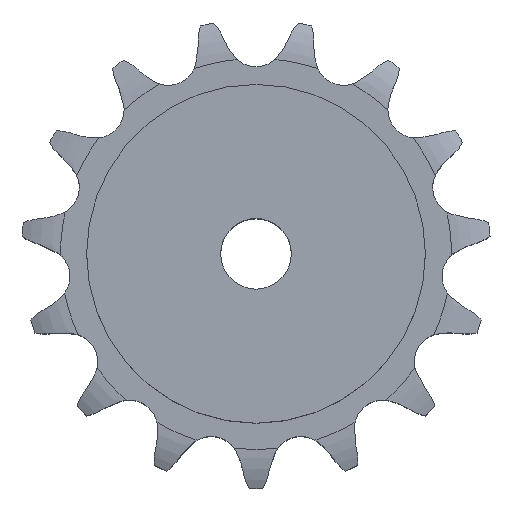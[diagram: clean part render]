
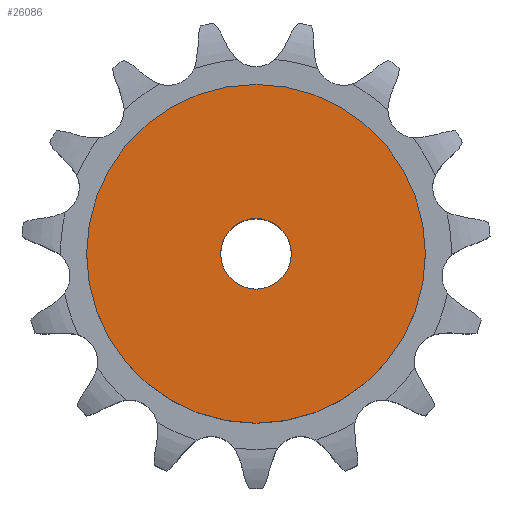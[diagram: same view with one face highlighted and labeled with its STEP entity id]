
A CAD part, top view. The second image highlights one B-rep face of the part: STEP entity #26086.
In plain terms, the highlighted planar face has unit normal (0, 0, 1).
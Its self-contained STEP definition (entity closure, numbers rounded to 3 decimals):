
#14016 = CYLINDRICAL_SURFACE('',#14017,10.);
#14017 = AXIS2_PLACEMENT_3D('',#14018,#14019,#14020);
#14018 = CARTESIAN_POINT('',(0.,0.,223.478));
#14019 = DIRECTION('',(0.,0.,1.));
#14020 = DIRECTION('',(1.,0.,0.));
#17857 = EDGE_CURVE('',#17858,#17858,#17860,.T.);
#17858 = VERTEX_POINT('',#17859);
#17859 = CARTESIAN_POINT('',(10.,0.,70.));
#17860 = SURFACE_CURVE('',#17861,(#17866,#17873),.PCURVE_S1.);
#17861 = CIRCLE('',#17862,10.);
#17862 = AXIS2_PLACEMENT_3D('',#17863,#17864,#17865);
#17863 = CARTESIAN_POINT('',(0.,0.,70.));
#17864 = DIRECTION('',(0.,0.,1.));
#17865 = DIRECTION('',(1.,0.,0.));
#17866 = PCURVE('',#14016,#17867);
#17867 = DEFINITIONAL_REPRESENTATION('',(#17868),#17872);
#17868 = LINE('',#17869,#17870);
#17869 = CARTESIAN_POINT('',(0.,-153.478));
#17870 = VECTOR('',#17871,1.);
#17871 = DIRECTION('',(1.,0.));
#17872 = ( GEOMETRIC_REPRESENTATION_CONTEXT(2) 
PARAMETRIC_REPRESENTATION_CONTEXT() REPRESENTATION_CONTEXT('2D SPACE',''
  ) );
#17873 = PCURVE('',#17874,#17879);
#17874 = PLANE('',#17875);
#17875 = AXIS2_PLACEMENT_3D('',#17876,#17877,#17878);
#17876 = CARTESIAN_POINT('',(0.,0.,70.
    ));
#17877 = DIRECTION('',(0.,0.,1.));
#17878 = DIRECTION('',(1.,0.,0.));
#17879 = DEFINITIONAL_REPRESENTATION('',(#17880),#17884);
#17880 = CIRCLE('',#17881,10.);
#17881 = AXIS2_PLACEMENT_2D('',#17882,#17883);
#17882 = CARTESIAN_POINT('',(0.,0.));
#17883 = DIRECTION('',(1.,0.));
#17884 = ( GEOMETRIC_REPRESENTATION_CONTEXT(2) 
PARAMETRIC_REPRESENTATION_CONTEXT() REPRESENTATION_CONTEXT('2D SPACE',''
  ) );
#26086 = ADVANCED_FACE('',(#26087,#26118),#17874,.T.);
#26087 = FACE_BOUND('',#26088,.T.);
#26088 = EDGE_LOOP('',(#26089));
#26089 = ORIENTED_EDGE('',*,*,#26090,.T.);
#26090 = EDGE_CURVE('',#26091,#26091,#26093,.T.);
#26091 = VERTEX_POINT('',#26092);
#26092 = CARTESIAN_POINT('',(48.,0.,70.));
#26093 = SURFACE_CURVE('',#26094,(#26099,#26106),.PCURVE_S1.);
#26094 = CIRCLE('',#26095,48.);
#26095 = AXIS2_PLACEMENT_3D('',#26096,#26097,#26098);
#26096 = CARTESIAN_POINT('',(0.,0.,70.));
#26097 = DIRECTION('',(0.,0.,1.));
#26098 = DIRECTION('',(1.,0.,0.));
#26099 = PCURVE('',#17874,#26100);
#26100 = DEFINITIONAL_REPRESENTATION('',(#26101),#26105);
#26101 = CIRCLE('',#26102,48.);
#26102 = AXIS2_PLACEMENT_2D('',#26103,#26104);
#26103 = CARTESIAN_POINT('',(0.,0.));
#26104 = DIRECTION('',(1.,0.));
#26105 = ( GEOMETRIC_REPRESENTATION_CONTEXT(2) 
PARAMETRIC_REPRESENTATION_CONTEXT() REPRESENTATION_CONTEXT('2D SPACE',''
  ) );
#26106 = PCURVE('',#26107,#26112);
#26107 = CYLINDRICAL_SURFACE('',#26108,48.);
#26108 = AXIS2_PLACEMENT_3D('',#26109,#26110,#26111);
#26109 = CARTESIAN_POINT('',(0.,0.,0.));
#26110 = DIRECTION('',(-0.,-0.,-1.));
#26111 = DIRECTION('',(1.,0.,0.));
#26112 = DEFINITIONAL_REPRESENTATION('',(#26113),#26117);
#26113 = LINE('',#26114,#26115);
#26114 = CARTESIAN_POINT('',(-0.,-70.));
#26115 = VECTOR('',#26116,1.);
#26116 = DIRECTION('',(-1.,0.));
#26117 = ( GEOMETRIC_REPRESENTATION_CONTEXT(2) 
PARAMETRIC_REPRESENTATION_CONTEXT() REPRESENTATION_CONTEXT('2D SPACE',''
  ) );
#26118 = FACE_BOUND('',#26119,.T.);
#26119 = EDGE_LOOP('',(#26120));
#26120 = ORIENTED_EDGE('',*,*,#17857,.F.);
